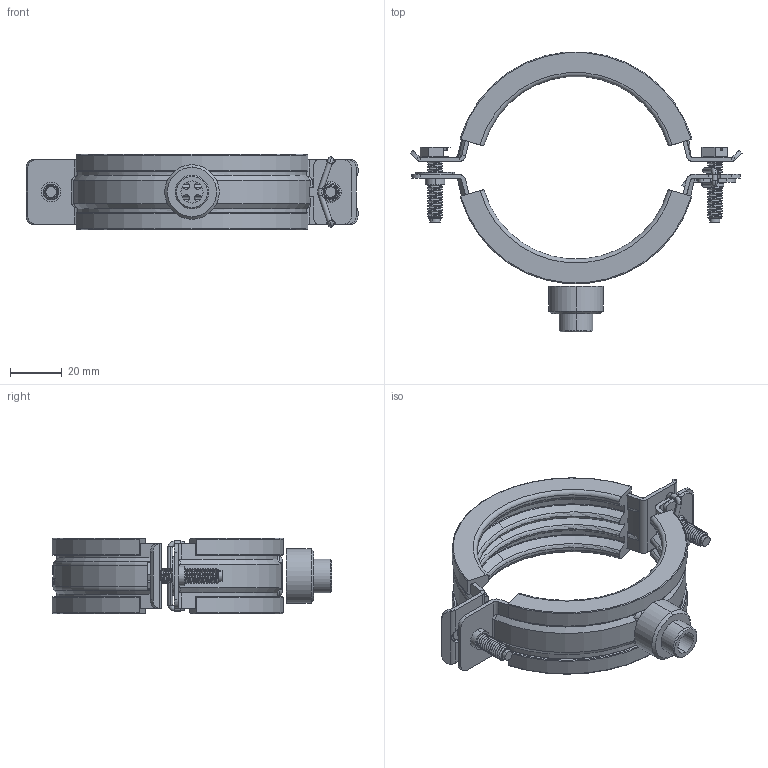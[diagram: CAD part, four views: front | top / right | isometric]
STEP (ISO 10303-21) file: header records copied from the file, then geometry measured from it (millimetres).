
FILE_DESCRIPTION (( 'STEP AP203' ), '1' );
FILE_NAME ('50.509RK.STEP', '2024-03-25T08:10:35', ( '' ), ( '' ), 'SwSTEP 2.0', 'SolidWorks 2023', '' );
FILE_SCHEMA (( 'CONFIG_CONTROL_DESIGN' ));
Length unit declared in the file: millimetre
Products named in the file (1): 50.509RK
Bounding box: 127.94 x 107.82 x 29 mm (x, y, z)
Surface area: 40350.8 mm2 (no closed solid volume)
Topology: 0 solids, 13 shells, 590 faces, 2303 edges, 1668 vertices
Faces by surface type: cylinder 230, plane 170, bspline 74, torus 66, cone 48, sphere 2
Entity records: 34805 total; most frequent: CARTESIAN_POINT 17588, ORIENTED_EDGE 3740, DIRECTION 3023, EDGE_CURVE 2301, VERTEX_POINT 1668, AXIS2_PLACEMENT_3D 1152, B_SPLINE_CURVE_WITH_KNOTS 739, LINE 719
